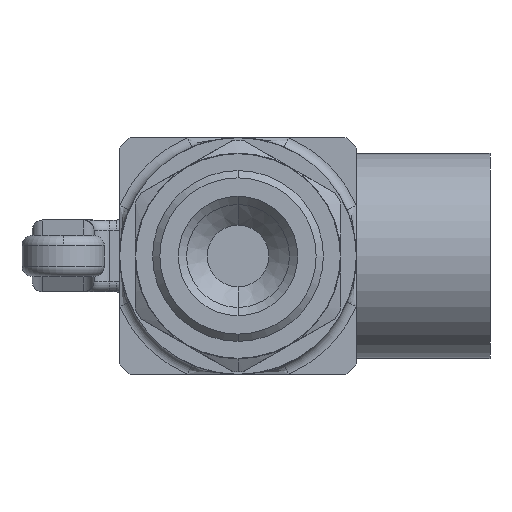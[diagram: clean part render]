
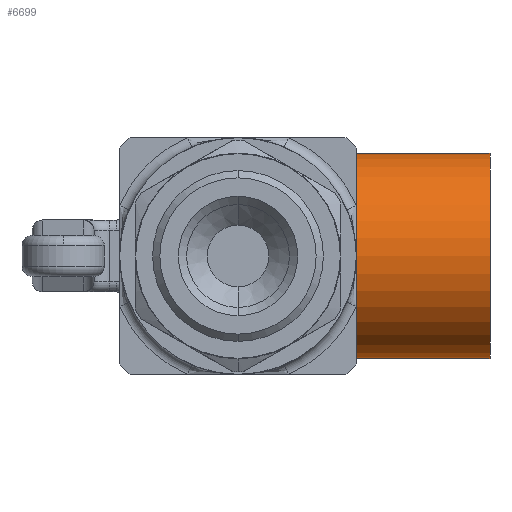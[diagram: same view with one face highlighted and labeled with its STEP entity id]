
A CAD part, front view. The second image highlights one B-rep face of the part: STEP entity #6699.
In plain terms, the highlighted cylindrical face has radius 10 mm (diameter 20 mm), a partial arc.
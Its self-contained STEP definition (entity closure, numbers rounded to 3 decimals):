
#12 = CARTESIAN_POINT ( 'NONE',  ( 24.5, 12.862, 10. ) ) ;
#384 = DIRECTION ( 'NONE',  ( -1., 0., 0. ) ) ;
#1917 = ORIENTED_EDGE ( 'NONE', *, *, #7016, .F. ) ;
#2776 = CARTESIAN_POINT ( 'NONE',  ( 24.5, 12.862, 0. ) ) ;
#2836 = DIRECTION ( 'NONE',  ( 1., 0., 0. ) ) ;
#2897 = VECTOR ( 'NONE', #14169, 1000. ) ;
#3208 = AXIS2_PLACEMENT_3D ( 'NONE', #2776, #15756, #4635 ) ;
#4635 = DIRECTION ( 'NONE',  ( 0., 0., -1. ) ) ;
#6699 = ADVANCED_FACE ( 'NONE', ( #18186 ), #15865, .T. ) ;
#7016 = EDGE_CURVE ( 'NONE', #12343, #7343, #16417, .T. ) ;
#7343 = VERTEX_POINT ( 'NONE', #23217 ) ;
#7656 = VERTEX_POINT ( 'NONE', #18782 ) ;
#10813 = ORIENTED_EDGE ( 'NONE', *, *, #18070, .T. ) ;
#10841 = EDGE_CURVE ( 'NONE', #16610, #7656, #22117, .T. ) ;
#12298 = CIRCLE ( 'NONE', #16176, 10. ) ;
#12311 = CARTESIAN_POINT ( 'NONE',  ( 24.5, 12.862, 10. ) ) ;
#12343 = VERTEX_POINT ( 'NONE', #20514 ) ;
#12473 = EDGE_CURVE ( 'NONE', #16610, #12343, #14645, .T. ) ;
#13159 = CARTESIAN_POINT ( 'NONE',  ( 24.5, 12.862, -10. ) ) ;
#13955 = CARTESIAN_POINT ( 'NONE',  ( 11.5, 12.862, 0. ) ) ;
#14169 = DIRECTION ( 'NONE',  ( -1., 0., 0. ) ) ;
#14645 = CIRCLE ( 'NONE', #3208, 10. ) ;
#15014 = DIRECTION ( 'NONE',  ( -1., 0., 0. ) ) ;
#15237 = CARTESIAN_POINT ( 'NONE',  ( 24.5, 12.862, 0. ) ) ;
#15312 = DIRECTION ( 'NONE',  ( 0., 0., 1. ) ) ;
#15398 = AXIS2_PLACEMENT_3D ( 'NONE', #15237, #384, #15312 ) ;
#15756 = DIRECTION ( 'NONE',  ( 1., 0., 0. ) ) ;
#15825 = DIRECTION ( 'NONE',  ( 0., 0., 1. ) ) ;
#15833 = VECTOR ( 'NONE', #15014, 1000. ) ;
#15865 = CYLINDRICAL_SURFACE ( 'NONE', #15398, 10. ) ;
#16176 = AXIS2_PLACEMENT_3D ( 'NONE', #13955, #2836, #15825 ) ;
#16417 = LINE ( 'NONE', #13159, #15833 ) ;
#16610 = VERTEX_POINT ( 'NONE', #12 ) ;
#18070 = EDGE_CURVE ( 'NONE', #7656, #7343, #12298, .T. ) ;
#18186 = FACE_OUTER_BOUND ( 'NONE', #21854, .T. ) ;
#18782 = CARTESIAN_POINT ( 'NONE',  ( 11.5, 12.862, 10. ) ) ;
#19873 = ORIENTED_EDGE ( 'NONE', *, *, #12473, .F. ) ;
#20423 = ORIENTED_EDGE ( 'NONE', *, *, #10841, .T. ) ;
#20514 = CARTESIAN_POINT ( 'NONE',  ( 24.5, 12.862, -10. ) ) ;
#21854 = EDGE_LOOP ( 'NONE', ( #1917, #19873, #20423, #10813 ) ) ;
#22117 = LINE ( 'NONE', #12311, #2897 ) ;
#23217 = CARTESIAN_POINT ( 'NONE',  ( 11.5, 12.862, -10. ) ) ;
